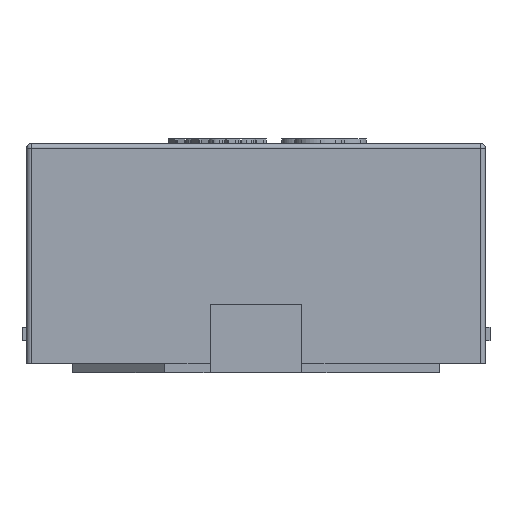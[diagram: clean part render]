
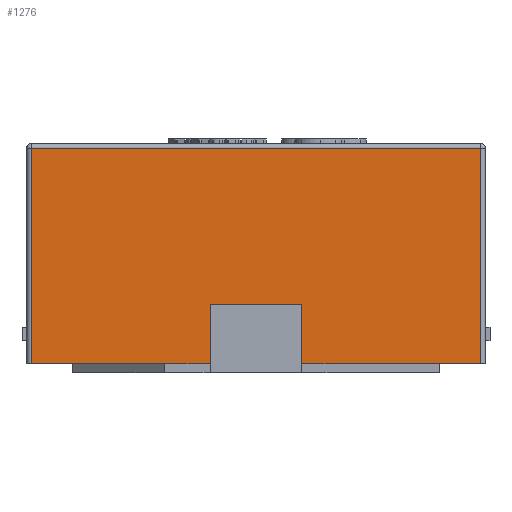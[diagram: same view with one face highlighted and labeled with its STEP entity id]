
A CAD part, left-side view. The second image highlights one B-rep face of the part: STEP entity #1276.
In plain terms, the highlighted planar face has unit normal (-1, 0, 0).
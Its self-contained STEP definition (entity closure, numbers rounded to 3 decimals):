
#520 = CARTESIAN_POINT ( 'NONE',  ( -0.8, 0.49, -0.01 ) ) ;
#697 = DIRECTION ( 'NONE',  ( 0., 0., -1. ) ) ;
#753 = LINE ( 'NONE', #14534, #3288 ) ;
#940 = VECTOR ( 'NONE', #5353, 1000. ) ;
#1032 = ORIENTED_EDGE ( 'NONE', *, *, #10016, .T. ) ;
#1104 = PLANE ( 'NONE',  #7775 ) ;
#1178 = ORIENTED_EDGE ( 'NONE', *, *, #10765, .T. ) ;
#1276 = ADVANCED_FACE ( 'NONE', ( #12358 ), #1104, .T. ) ;
#1314 = ORIENTED_EDGE ( 'NONE', *, *, #15691, .F. ) ;
#1540 = DIRECTION ( 'NONE',  ( 0., -1., 0. ) ) ;
#1662 = ORIENTED_EDGE ( 'NONE', *, *, #13223, .F. ) ;
#2135 = VERTEX_POINT ( 'NONE', #13660 ) ;
#2952 = CARTESIAN_POINT ( 'NONE',  ( -0.8, -0.49, -0.48 ) ) ;
#3015 = CARTESIAN_POINT ( 'NONE',  ( -0.8, 0.1, -0.48 ) ) ;
#3246 = VECTOR ( 'NONE', #1540, 1000. ) ;
#3288 = VECTOR ( 'NONE', #6005, 1000. ) ;
#3354 = LINE ( 'NONE', #8366, #6256 ) ;
#3524 = CARTESIAN_POINT ( 'NONE',  ( -0.8, -0.1, -0.48 ) ) ;
#3597 = VERTEX_POINT ( 'NONE', #6355 ) ;
#3615 = CARTESIAN_POINT ( 'NONE',  ( -0.8, 0.1, -0.48 ) ) ;
#3721 = EDGE_CURVE ( 'NONE', #16144, #2135, #753, .T. ) ;
#3978 = LINE ( 'NONE', #15270, #940 ) ;
#4084 = DIRECTION ( 'NONE',  ( 0., 1., 0. ) ) ;
#4219 = VERTEX_POINT ( 'NONE', #11642 ) ;
#4282 = DIRECTION ( 'NONE',  ( 0., 0., 1. ) ) ;
#4283 = CARTESIAN_POINT ( 'NONE',  ( -0.8, 0.49, -0.48 ) ) ;
#5353 = DIRECTION ( 'NONE',  ( 0., -1., 0. ) ) ;
#5573 = LINE ( 'NONE', #2952, #7484 ) ;
#6005 = DIRECTION ( 'NONE',  ( 0., -1., 0. ) ) ;
#6256 = VECTOR ( 'NONE', #13374, 1000. ) ;
#6355 = CARTESIAN_POINT ( 'NONE',  ( -0.8, -0.49, -0.01 ) ) ;
#7319 = ORIENTED_EDGE ( 'NONE', *, *, #8619, .T. ) ;
#7404 = ORIENTED_EDGE ( 'NONE', *, *, #13409, .T. ) ;
#7484 = VECTOR ( 'NONE', #10589, 1000. ) ;
#7692 = CARTESIAN_POINT ( 'NONE',  ( -0.8, 0.5, -0.01 ) ) ;
#7728 = ORIENTED_EDGE ( 'NONE', *, *, #7802, .T. ) ;
#7775 = AXIS2_PLACEMENT_3D ( 'NONE', #11680, #14210, #4282 ) ;
#7802 = EDGE_CURVE ( 'NONE', #11614, #12554, #3978, .T. ) ;
#8359 = EDGE_LOOP ( 'NONE', ( #14827, #7319, #1032, #1178, #7728, #1314, #7404, #1662 ) ) ;
#8366 = CARTESIAN_POINT ( 'NONE',  ( -0.8, 0.49, -0.48 ) ) ;
#8619 = EDGE_CURVE ( 'NONE', #2135, #3597, #5573, .T. ) ;
#8742 = VECTOR ( 'NONE', #9757, 1000. ) ;
#8745 = VERTEX_POINT ( 'NONE', #520 ) ;
#8760 = CARTESIAN_POINT ( 'NONE',  ( -0.8, -0.1, -0.35 ) ) ;
#9361 = VECTOR ( 'NONE', #4084, 1000. ) ;
#9757 = DIRECTION ( 'NONE',  ( 0., 0., 1. ) ) ;
#10016 = EDGE_CURVE ( 'NONE', #3597, #8745, #10484, .T. ) ;
#10484 = LINE ( 'NONE', #7692, #9361 ) ;
#10573 = CARTESIAN_POINT ( 'NONE',  ( -0.8, 0.5, -0.35 ) ) ;
#10589 = DIRECTION ( 'NONE',  ( 0., 0., 1. ) ) ;
#10765 = EDGE_CURVE ( 'NONE', #8745, #11614, #3354, .T. ) ;
#10772 = LINE ( 'NONE', #3524, #8742 ) ;
#10787 = CARTESIAN_POINT ( 'NONE',  ( -0.8, -0.1, -0.48 ) ) ;
#10891 = VECTOR ( 'NONE', #697, 1000. ) ;
#11614 = VERTEX_POINT ( 'NONE', #4283 ) ;
#11642 = CARTESIAN_POINT ( 'NONE',  ( -0.8, 0.1, -0.35 ) ) ;
#11680 = CARTESIAN_POINT ( 'NONE',  ( -0.8, 0.5, -0.48 ) ) ;
#12358 = FACE_OUTER_BOUND ( 'NONE', #8359, .T. ) ;
#12554 = VERTEX_POINT ( 'NONE', #3615 ) ;
#12729 = VERTEX_POINT ( 'NONE', #8760 ) ;
#12794 = LINE ( 'NONE', #10573, #3246 ) ;
#13223 = EDGE_CURVE ( 'NONE', #16144, #12729, #10772, .T. ) ;
#13374 = DIRECTION ( 'NONE',  ( 0., 0., -1. ) ) ;
#13409 = EDGE_CURVE ( 'NONE', #4219, #12729, #12794, .T. ) ;
#13660 = CARTESIAN_POINT ( 'NONE',  ( -0.8, -0.49, -0.48 ) ) ;
#14210 = DIRECTION ( 'NONE',  ( -1., 0., 0. ) ) ;
#14245 = LINE ( 'NONE', #3015, #10891 ) ;
#14534 = CARTESIAN_POINT ( 'NONE',  ( -0.8, 0.5, -0.48 ) ) ;
#14827 = ORIENTED_EDGE ( 'NONE', *, *, #3721, .T. ) ;
#15270 = CARTESIAN_POINT ( 'NONE',  ( -0.8, 0.5, -0.48 ) ) ;
#15691 = EDGE_CURVE ( 'NONE', #4219, #12554, #14245, .T. ) ;
#16144 = VERTEX_POINT ( 'NONE', #10787 ) ;
